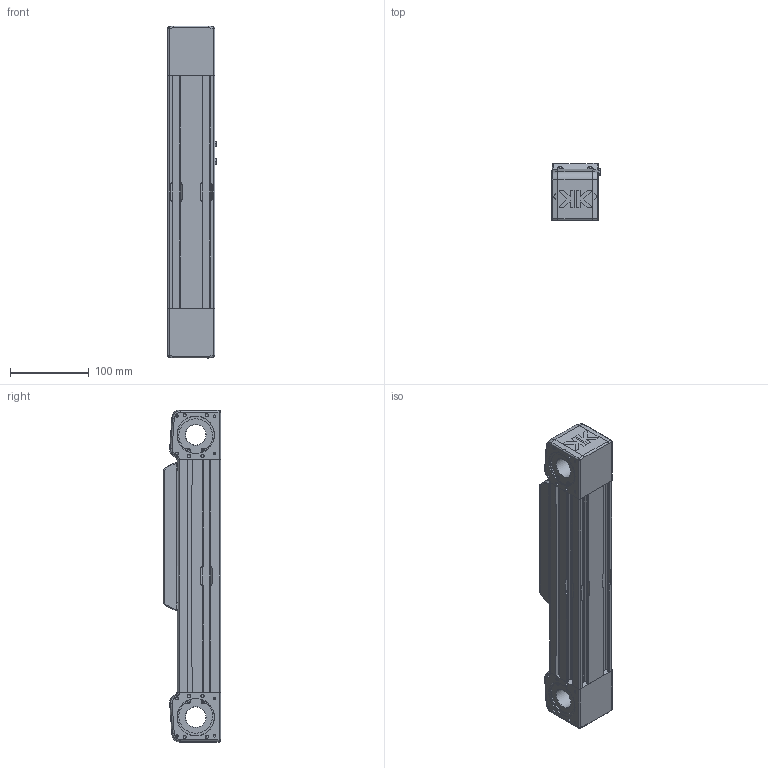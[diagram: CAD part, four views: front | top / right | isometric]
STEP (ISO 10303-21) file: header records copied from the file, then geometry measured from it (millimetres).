
FILE_DESCRIPTION(/* description */ ('Asse GR-60M-NDA'),/* implementation_level */ '2;1');
FILE_NAME(/* name */ 'GR-60M-NDA-CLIENTE.stp',/* time_stamp */ '2025-02-05T09:51:45+01:00',/* author */ ('davide.cavedon'),/* organization */ (''),/* preprocessor_version */ 'ST-DEVELOPER v20',/* originating_system */ 'Autodesk Inventor 2024',/* authorisation */ '');
FILE_SCHEMA (('CONFIG_CONTROL_DESIGN'));
Length unit declared in the file: millimetre
Products named in the file (4): GR-60M-NDA-CLIENTE; C_GR-60M-NDA-CLIENTE-001; C_GR-60M-NDA-CLIENTE-002; C_GR-60M-NDA-CLIENTE-003
Assembly tree (4 placements, depth 2):
  GR-60M-NDA-CLIENTE
    C_GR-60M-NDA-CLIENTE-001
    C_GR-60M-NDA-CLIENTE-002  x2
    C_GR-60M-NDA-CLIENTE-003
Bounding box: 62 x 72.5 x 421 mm (x, y, z)
Volume: 1355955 mm3; surface area: 243733.2 mm2
Topology: 8 solids, 25 shells, 981 faces, 2581 edges, 1675 vertices
Faces by surface type: plane 511, cylinder 328, cone 72, bspline 40, torus 18, sphere 12
Full cylindrical faces by diameter (mm): 2 x4, 2.5 x8, 3 x2, 3.242 x20, 4.134 x34, 4.9 x2, 4.917 x2, 5 x6, 5.3 x2, 5.5 x3, 7 x4, 7.6 x4, 8 x6, 8.5 x6, 9 x6, 9.5 x3, 10 x2, 26 x2, 47 x4, 49.5 x6, 53 x2
Entity records: 26113 total; most frequent: CARTESIAN_POINT 6490, ORIENTED_EDGE 3960, DIRECTION 3910, EDGE_CURVE 1980, AXIS2_PLACEMENT_3D 1369, VERTEX_POINT 1307, LINE 1172, VECTOR 1172
